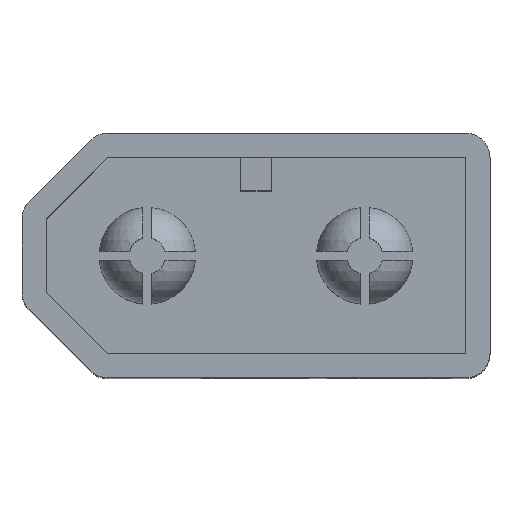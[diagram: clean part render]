
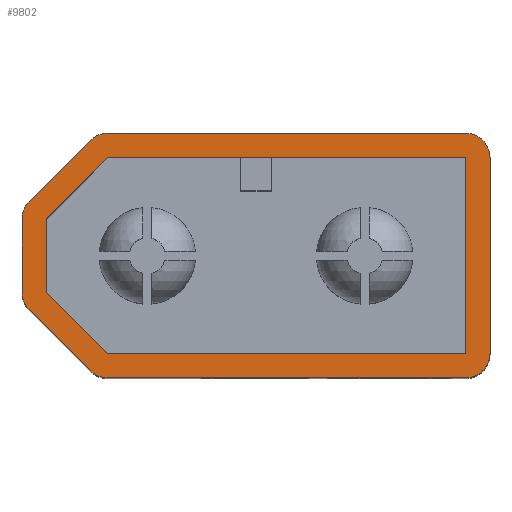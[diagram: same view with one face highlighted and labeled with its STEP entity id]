
A CAD part, top view. The second image highlights one B-rep face of the part: STEP entity #9802.
In plain terms, the highlighted planar face has unit normal (0, 0, 1).
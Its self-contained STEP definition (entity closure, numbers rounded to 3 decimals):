
#4 = EDGE_CURVE ( 'NONE', #7723, #1574, #4239, .T. ) ;
#171 = LINE ( 'NONE', #9355, #2634 ) ;
#245 = DIRECTION ( 'NONE',  ( 0.707, -0.707, 0. ) ) ;
#247 = DIRECTION ( 'NONE',  ( 0., -1., 0. ) ) ;
#296 = DIRECTION ( 'NONE',  ( -1., 0., 0. ) ) ;
#322 = ORIENTED_EDGE ( 'NONE', *, *, #1477, .F. ) ;
#408 = VERTEX_POINT ( 'NONE', #6644 ) ;
#882 = DIRECTION ( 'NONE',  ( 1., 0., 0. ) ) ;
#885 = CARTESIAN_POINT ( 'NONE',  ( 6.95, -3.25, 16. ) ) ;
#1225 = CARTESIAN_POINT ( 'NONE',  ( -4.919, 3.25, 16. ) ) ;
#1255 = AXIS2_PLACEMENT_3D ( 'NONE', #7527, #4394, #5370 ) ;
#1343 = VERTEX_POINT ( 'NONE', #8536 ) ;
#1380 = CARTESIAN_POINT ( 'NONE',  ( -4.919, -3.25, 16. ) ) ;
#1406 = CARTESIAN_POINT ( 'NONE',  ( -7.75, -1.219, 16. ) ) ;
#1477 = EDGE_CURVE ( 'NONE', #3309, #2145, #2278, .T. ) ;
#1574 = VERTEX_POINT ( 'NONE', #9874 ) ;
#1597 = VECTOR ( 'NONE', #10041, 1000. ) ;
#1720 = ORIENTED_EDGE ( 'NONE', *, *, #7161, .T. ) ;
#1799 = VECTOR ( 'NONE', #3458, 1000. ) ;
#1852 = ORIENTED_EDGE ( 'NONE', *, *, #10775, .T. ) ;
#1982 = ORIENTED_EDGE ( 'NONE', *, *, #5929, .T. ) ;
#2014 = ORIENTED_EDGE ( 'NONE', *, *, #2274, .F. ) ;
#2026 = AXIS2_PLACEMENT_3D ( 'NONE', #9148, #2821, #5246 ) ;
#2103 = EDGE_CURVE ( 'NONE', #408, #7723, #8313, .T. ) ;
#2145 = VERTEX_POINT ( 'NONE', #8704 ) ;
#2178 = ORIENTED_EDGE ( 'NONE', *, *, #3231, .F. ) ;
#2274 = EDGE_CURVE ( 'NONE', #7998, #3309, #9730, .T. ) ;
#2278 = LINE ( 'NONE', #10358, #4685 ) ;
#2503 = CARTESIAN_POINT ( 'NONE',  ( -5.484, -3.816, 16. ) ) ;
#2528 = VECTOR ( 'NONE', #9282, 1000. ) ;
#2556 = EDGE_CURVE ( 'NONE', #7945, #11540, #11381, .T. ) ;
#2634 = VECTOR ( 'NONE', #9852, 1000. ) ;
#2737 = DIRECTION ( 'NONE',  ( 0., 0., -1. ) ) ;
#2777 = ORIENTED_EDGE ( 'NONE', *, *, #8220, .T. ) ;
#2821 = DIRECTION ( 'NONE',  ( 0., 0., 1. ) ) ;
#2946 = DIRECTION ( 'NONE',  ( -1., 0., 0. ) ) ;
#2999 = CARTESIAN_POINT ( 'NONE',  ( -6.95, -1.219, 16. ) ) ;
#3011 = VERTEX_POINT ( 'NONE', #11134 ) ;
#3070 = CIRCLE ( 'NONE', #5947, 0.8 ) ;
#3073 = CARTESIAN_POINT ( 'NONE',  ( 7.75, -4.05, 16. ) ) ;
#3088 = CARTESIAN_POINT ( 'NONE',  ( -7.75, 4.05, 16. ) ) ;
#3231 = EDGE_CURVE ( 'NONE', #10998, #4940, #171, .T. ) ;
#3282 = VECTOR ( 'NONE', #296, 1000. ) ;
#3309 = VERTEX_POINT ( 'NONE', #1225 ) ;
#3387 = CARTESIAN_POINT ( 'NONE',  ( -4.919, 4.05, 16. ) ) ;
#3423 = VERTEX_POINT ( 'NONE', #10967 ) ;
#3458 = DIRECTION ( 'NONE',  ( 0., 1., 0. ) ) ;
#3527 = DIRECTION ( 'NONE',  ( 0., 0., 1. ) ) ;
#3627 = CARTESIAN_POINT ( 'NONE',  ( -7.75, -4.05, 16. ) ) ;
#3880 = CARTESIAN_POINT ( 'NONE',  ( 6.95, 4.05, 16. ) ) ;
#4004 = DIRECTION ( 'NONE',  ( 0.707, -0.707, 0. ) ) ;
#4041 = LINE ( 'NONE', #7318, #1597 ) ;
#4239 = LINE ( 'NONE', #3073, #1799 ) ;
#4252 = CIRCLE ( 'NONE', #9276, 0.8 ) ;
#4260 = CARTESIAN_POINT ( 'NONE',  ( -4.919, -3.25, 16. ) ) ;
#4394 = DIRECTION ( 'NONE',  ( 0., 0., 1. ) ) ;
#4464 = LINE ( 'NONE', #5751, #4761 ) ;
#4653 = DIRECTION ( 'NONE',  ( 0., 0., 1. ) ) ;
#4685 = VECTOR ( 'NONE', #8215, 1000. ) ;
#4727 = LINE ( 'NONE', #5090, #11566 ) ;
#4761 = VECTOR ( 'NONE', #247, 1000. ) ;
#4940 = VERTEX_POINT ( 'NONE', #885 ) ;
#4966 = VECTOR ( 'NONE', #2946, 1000. ) ;
#5090 = CARTESIAN_POINT ( 'NONE',  ( -6.95, 1.219, 16. ) ) ;
#5137 = ORIENTED_EDGE ( 'NONE', *, *, #10514, .F. ) ;
#5215 = DIRECTION ( 'NONE',  ( -1., 0., 0. ) ) ;
#5246 = DIRECTION ( 'NONE',  ( -1., 0., 0. ) ) ;
#5253 = CARTESIAN_POINT ( 'NONE',  ( -4.919, -4.05, 16. ) ) ;
#5263 = LINE ( 'NONE', #5686, #2528 ) ;
#5335 = VERTEX_POINT ( 'NONE', #5253 ) ;
#5342 = ORIENTED_EDGE ( 'NONE', *, *, #7728, .F. ) ;
#5370 = DIRECTION ( 'NONE',  ( -1., 0., 0. ) ) ;
#5663 = EDGE_CURVE ( 'NONE', #1343, #7982, #6771, .T. ) ;
#5686 = CARTESIAN_POINT ( 'NONE',  ( -7.75, 1.55, 16. ) ) ;
#5750 = EDGE_CURVE ( 'NONE', #6292, #3423, #9103, .T. ) ;
#5751 = CARTESIAN_POINT ( 'NONE',  ( -7.75, -4.05, 16. ) ) ;
#5848 = VECTOR ( 'NONE', #882, 1000. ) ;
#5929 = EDGE_CURVE ( 'NONE', #3423, #6053, #4464, .T. ) ;
#5947 = AXIS2_PLACEMENT_3D ( 'NONE', #10051, #4653, #10924 ) ;
#5993 = LINE ( 'NONE', #3088, #3282 ) ;
#6009 = EDGE_LOOP ( 'NONE', ( #5137, #322, #2014, #11600, #2178, #5342 ) ) ;
#6034 = CARTESIAN_POINT ( 'NONE',  ( -5.25, -4.05, 16. ) ) ;
#6053 = VERTEX_POINT ( 'NONE', #1406 ) ;
#6122 = LINE ( 'NONE', #3627, #5848 ) ;
#6193 = AXIS2_PLACEMENT_3D ( 'NONE', #8590, #8723, #10627 ) ;
#6292 = VERTEX_POINT ( 'NONE', #8041 ) ;
#6294 = CARTESIAN_POINT ( 'NONE',  ( 6.95, 3.25, 16. ) ) ;
#6644 = CARTESIAN_POINT ( 'NONE',  ( 6.95, -4.05, 16. ) ) ;
#6771 = LINE ( 'NONE', #6034, #11239 ) ;
#7161 = EDGE_CURVE ( 'NONE', #11540, #6292, #5263, .T. ) ;
#7197 = LINE ( 'NONE', #2999, #7466 ) ;
#7318 = CARTESIAN_POINT ( 'NONE',  ( 6.95, -3.25, 16. ) ) ;
#7466 = VECTOR ( 'NONE', #245, 1000. ) ;
#7527 = CARTESIAN_POINT ( 'NONE',  ( 6.95, -3.25, 16. ) ) ;
#7723 = VERTEX_POINT ( 'NONE', #10223 ) ;
#7728 = EDGE_CURVE ( 'NONE', #3011, #10998, #7197, .T. ) ;
#7783 = ORIENTED_EDGE ( 'NONE', *, *, #11387, .T. ) ;
#7945 = VERTEX_POINT ( 'NONE', #3387 ) ;
#7982 = VERTEX_POINT ( 'NONE', #2503 ) ;
#7998 = VERTEX_POINT ( 'NONE', #10626 ) ;
#8041 = CARTESIAN_POINT ( 'NONE',  ( -7.516, 1.784, 16. ) ) ;
#8086 = CIRCLE ( 'NONE', #10625, 0.8 ) ;
#8130 = AXIS2_PLACEMENT_3D ( 'NONE', #8138, #2737, #9040 ) ;
#8138 = CARTESIAN_POINT ( 'NONE',  ( 0., 0., 16. ) ) ;
#8215 = DIRECTION ( 'NONE',  ( -0.707, -0.707, 0. ) ) ;
#8220 = EDGE_CURVE ( 'NONE', #6053, #1343, #3070, .T. ) ;
#8313 = CIRCLE ( 'NONE', #1255, 0.8 ) ;
#8439 = EDGE_LOOP ( 'NONE', ( #11707, #9290, #1852, #9046, #10102, #10675, #7783, #10885, #1720, #11271, #1982, #2777 ) ) ;
#8536 = CARTESIAN_POINT ( 'NONE',  ( -7.516, -1.784, 16. ) ) ;
#8590 = CARTESIAN_POINT ( 'NONE',  ( -6.95, 1.219, 16. ) ) ;
#8704 = CARTESIAN_POINT ( 'NONE',  ( -6.95, 1.219, 16. ) ) ;
#8723 = DIRECTION ( 'NONE',  ( 0., 0., 1. ) ) ;
#8912 = EDGE_CURVE ( 'NONE', #4940, #7998, #4041, .T. ) ;
#8916 = CARTESIAN_POINT ( 'NONE',  ( 6.95, 3.25, 16. ) ) ;
#9040 = DIRECTION ( 'NONE',  ( -1., 0., 0. ) ) ;
#9046 = ORIENTED_EDGE ( 'NONE', *, *, #2103, .T. ) ;
#9103 = CIRCLE ( 'NONE', #6193, 0.8 ) ;
#9148 = CARTESIAN_POINT ( 'NONE',  ( -4.919, 3.25, 16. ) ) ;
#9276 = AXIS2_PLACEMENT_3D ( 'NONE', #8916, #3527, #9840 ) ;
#9282 = DIRECTION ( 'NONE',  ( -0.707, -0.707, 0. ) ) ;
#9290 = ORIENTED_EDGE ( 'NONE', *, *, #10552, .T. ) ;
#9355 = CARTESIAN_POINT ( 'NONE',  ( -4.919, -3.25, 16. ) ) ;
#9571 = VERTEX_POINT ( 'NONE', #3880 ) ;
#9730 = LINE ( 'NONE', #6294, #4966 ) ;
#9802 = ADVANCED_FACE ( 'NONE', ( #10197, #9916 ), #9922, .F. ) ;
#9840 = DIRECTION ( 'NONE',  ( -1., 0., 0. ) ) ;
#9852 = DIRECTION ( 'NONE',  ( 1., 0., 0. ) ) ;
#9874 = CARTESIAN_POINT ( 'NONE',  ( 7.75, 3.25, 16. ) ) ;
#9916 = FACE_OUTER_BOUND ( 'NONE', #8439, .T. ) ;
#9922 = PLANE ( 'NONE',  #8130 ) ;
#10041 = DIRECTION ( 'NONE',  ( 0., 1., 0. ) ) ;
#10051 = CARTESIAN_POINT ( 'NONE',  ( -6.95, -1.219, 16. ) ) ;
#10102 = ORIENTED_EDGE ( 'NONE', *, *, #4, .T. ) ;
#10178 = EDGE_CURVE ( 'NONE', #1574, #9571, #4252, .T. ) ;
#10197 = FACE_BOUND ( 'NONE', #6009, .T. ) ;
#10223 = CARTESIAN_POINT ( 'NONE',  ( 7.75, -3.25, 16. ) ) ;
#10358 = CARTESIAN_POINT ( 'NONE',  ( -4.919, 3.25, 16. ) ) ;
#10454 = DIRECTION ( 'NONE',  ( 0., -1., 0. ) ) ;
#10514 = EDGE_CURVE ( 'NONE', #2145, #3011, #4727, .T. ) ;
#10552 = EDGE_CURVE ( 'NONE', #7982, #5335, #8086, .T. ) ;
#10554 = DIRECTION ( 'NONE',  ( 0., 0., 1. ) ) ;
#10625 = AXIS2_PLACEMENT_3D ( 'NONE', #4260, #10554, #5215 ) ;
#10626 = CARTESIAN_POINT ( 'NONE',  ( 6.95, 3.25, 16. ) ) ;
#10627 = DIRECTION ( 'NONE',  ( -1., 0., 0. ) ) ;
#10675 = ORIENTED_EDGE ( 'NONE', *, *, #10178, .T. ) ;
#10775 = EDGE_CURVE ( 'NONE', #5335, #408, #6122, .T. ) ;
#10885 = ORIENTED_EDGE ( 'NONE', *, *, #2556, .T. ) ;
#10924 = DIRECTION ( 'NONE',  ( -1., 0., 0. ) ) ;
#10967 = CARTESIAN_POINT ( 'NONE',  ( -7.75, 1.219, 16. ) ) ;
#10998 = VERTEX_POINT ( 'NONE', #1380 ) ;
#11134 = CARTESIAN_POINT ( 'NONE',  ( -6.95, -1.219, 16. ) ) ;
#11239 = VECTOR ( 'NONE', #4004, 1000. ) ;
#11271 = ORIENTED_EDGE ( 'NONE', *, *, #5750, .T. ) ;
#11381 = CIRCLE ( 'NONE', #2026, 0.8 ) ;
#11387 = EDGE_CURVE ( 'NONE', #9571, #7945, #5993, .T. ) ;
#11401 = CARTESIAN_POINT ( 'NONE',  ( -5.484, 3.816, 16. ) ) ;
#11540 = VERTEX_POINT ( 'NONE', #11401 ) ;
#11566 = VECTOR ( 'NONE', #10454, 1000. ) ;
#11600 = ORIENTED_EDGE ( 'NONE', *, *, #8912, .F. ) ;
#11707 = ORIENTED_EDGE ( 'NONE', *, *, #5663, .T. ) ;
